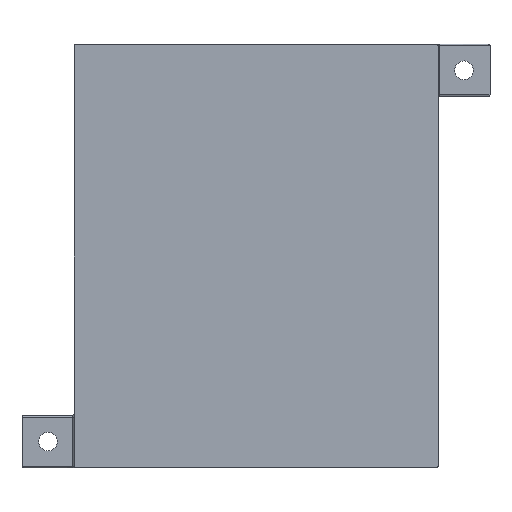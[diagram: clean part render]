
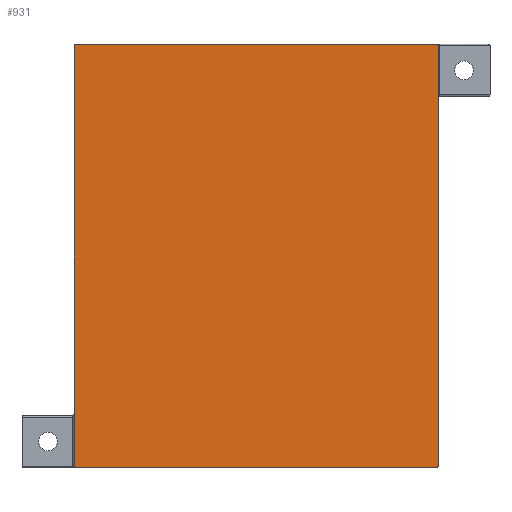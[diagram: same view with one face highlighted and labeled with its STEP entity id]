
A CAD part, front view. The second image highlights one B-rep face of the part: STEP entity #931.
In plain terms, the highlighted planar face has unit normal (0, -1, 0).
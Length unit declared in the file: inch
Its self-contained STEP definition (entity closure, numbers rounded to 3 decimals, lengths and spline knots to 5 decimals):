
#7 = CARTESIAN_POINT ( 'NONE',  ( 0.09, -0.1, 0.09 ) ) ;
#21 = EDGE_CURVE ( 'NONE', #75, #77, #985, .T. ) ;
#60 = CARTESIAN_POINT ( 'NONE',  ( 0., -0.1, 0. ) ) ;
#67 = ORIENTED_EDGE ( 'NONE', *, *, #600, .T. ) ;
#75 = VERTEX_POINT ( 'NONE', #892 ) ;
#77 = VERTEX_POINT ( 'NONE', #1012 ) ;
#104 = VERTEX_POINT ( 'NONE', #442 ) ;
#105 = EDGE_CURVE ( 'NONE', #220, #283, #1359, .T. ) ;
#121 = VECTOR ( 'NONE', #1356, 39.37008 ) ;
#215 = DIRECTION ( 'NONE',  ( 0., 0., 1. ) ) ;
#220 = VERTEX_POINT ( 'NONE', #1214 ) ;
#243 = VERTEX_POINT ( 'NONE', #533 ) ;
#245 = ORIENTED_EDGE ( 'NONE', *, *, #1176, .T. ) ;
#262 = DIRECTION ( 'NONE',  ( 0., -1., 0. ) ) ;
#267 = LINE ( 'NONE', #371, #604 ) ;
#283 = VERTEX_POINT ( 'NONE', #1223 ) ;
#287 = DIRECTION ( 'NONE',  ( 0., 0., -1. ) ) ;
#294 = FACE_OUTER_BOUND ( 'NONE', #528, .T. ) ;
#321 = ORIENTED_EDGE ( 'NONE', *, *, #21, .T. ) ;
#340 = EDGE_CURVE ( 'NONE', #631, #104, #1139, .T. ) ;
#371 = CARTESIAN_POINT ( 'NONE',  ( -2.35, -0.1, 0.1 ) ) ;
#442 = CARTESIAN_POINT ( 'NONE',  ( -2.34, -0.1, 0.1 ) ) ;
#511 = CARTESIAN_POINT ( 'NONE',  ( -2.34, -0.1, -2.74 ) ) ;
#528 = EDGE_LOOP ( 'NONE', ( #678, #1460, #1157, #924, #67, #686, #321, #245 ) ) ;
#533 = CARTESIAN_POINT ( 'NONE',  ( -2.35, -0.1, -2.74 ) ) ;
#589 = VECTOR ( 'NONE', #215, 39.37008 ) ;
#600 = EDGE_CURVE ( 'NONE', #903, #243, #267, .T. ) ;
#604 = VECTOR ( 'NONE', #1148, 39.37008 ) ;
#610 = EDGE_CURVE ( 'NONE', #283, #631, #667, .T. ) ;
#631 = VERTEX_POINT ( 'NONE', #1155 ) ;
#652 = CIRCLE ( 'NONE', #1420, 0.01 ) ;
#667 = CIRCLE ( 'NONE', #815, 0.01 ) ;
#678 = ORIENTED_EDGE ( 'NONE', *, *, #105, .T. ) ;
#686 = ORIENTED_EDGE ( 'NONE', *, *, #845, .T. ) ;
#692 = AXIS2_PLACEMENT_3D ( 'NONE', #511, #262, #1198 ) ;
#714 = CARTESIAN_POINT ( 'NONE',  ( -2.34, -0.1, 0.09 ) ) ;
#727 = DIRECTION ( 'NONE',  ( 0., -1., 0. ) ) ;
#773 = CARTESIAN_POINT ( 'NONE',  ( 0.1, -0.1, 0.1 ) ) ;
#815 = AXIS2_PLACEMENT_3D ( 'NONE', #7, #1387, #943 ) ;
#831 = CARTESIAN_POINT ( 'NONE',  ( 0.09, -0.1, -2.74 ) ) ;
#845 = EDGE_CURVE ( 'NONE', #243, #75, #1033, .T. ) ;
#866 = EDGE_CURVE ( 'NONE', #104, #903, #1366, .T. ) ;
#877 = PLANE ( 'NONE',  #1268 ) ;
#892 = CARTESIAN_POINT ( 'NONE',  ( -2.34, -0.1, -2.75 ) ) ;
#903 = VERTEX_POINT ( 'NONE', #1072 ) ;
#910 = AXIS2_PLACEMENT_3D ( 'NONE', #714, #1068, #1187 ) ;
#924 = ORIENTED_EDGE ( 'NONE', *, *, #866, .T. ) ;
#931 = ADVANCED_FACE ( 'NONE', ( #294 ), #877, .T. ) ;
#943 = DIRECTION ( 'NONE',  ( 0., 0., -1. ) ) ;
#952 = DIRECTION ( 'NONE',  ( 0., 0., -1. ) ) ;
#985 = LINE ( 'NONE', #1195, #1352 ) ;
#1012 = CARTESIAN_POINT ( 'NONE',  ( 0.09, -0.1, -2.75 ) ) ;
#1027 = CARTESIAN_POINT ( 'NONE',  ( -2.35, -0.1, 0.1 ) ) ;
#1033 = CIRCLE ( 'NONE', #692, 0.01 ) ;
#1068 = DIRECTION ( 'NONE',  ( 0., -1., 0. ) ) ;
#1072 = CARTESIAN_POINT ( 'NONE',  ( -2.35, -0.1, 0.09 ) ) ;
#1139 = LINE ( 'NONE', #1027, #121 ) ;
#1148 = DIRECTION ( 'NONE',  ( 0., 0., -1. ) ) ;
#1155 = CARTESIAN_POINT ( 'NONE',  ( 0.09, -0.1, 0.1 ) ) ;
#1157 = ORIENTED_EDGE ( 'NONE', *, *, #340, .T. ) ;
#1176 = EDGE_CURVE ( 'NONE', #77, #220, #652, .T. ) ;
#1187 = DIRECTION ( 'NONE',  ( 0., 0., -1. ) ) ;
#1195 = CARTESIAN_POINT ( 'NONE',  ( -2.35, -0.1, -2.75 ) ) ;
#1198 = DIRECTION ( 'NONE',  ( 0., 0., -1. ) ) ;
#1214 = CARTESIAN_POINT ( 'NONE',  ( 0.1, -0.1, -2.74 ) ) ;
#1223 = CARTESIAN_POINT ( 'NONE',  ( 0.1, -0.1, 0.09 ) ) ;
#1268 = AXIS2_PLACEMENT_3D ( 'NONE', #60, #1328, #287 ) ;
#1328 = DIRECTION ( 'NONE',  ( 0., -1., 0. ) ) ;
#1352 = VECTOR ( 'NONE', #1450, 39.37008 ) ;
#1356 = DIRECTION ( 'NONE',  ( -1., 0., 0. ) ) ;
#1359 = LINE ( 'NONE', #773, #589 ) ;
#1366 = CIRCLE ( 'NONE', #910, 0.01 ) ;
#1387 = DIRECTION ( 'NONE',  ( 0., -1., 0. ) ) ;
#1420 = AXIS2_PLACEMENT_3D ( 'NONE', #831, #727, #952 ) ;
#1450 = DIRECTION ( 'NONE',  ( 1., 0., 0. ) ) ;
#1460 = ORIENTED_EDGE ( 'NONE', *, *, #610, .T. ) ;
